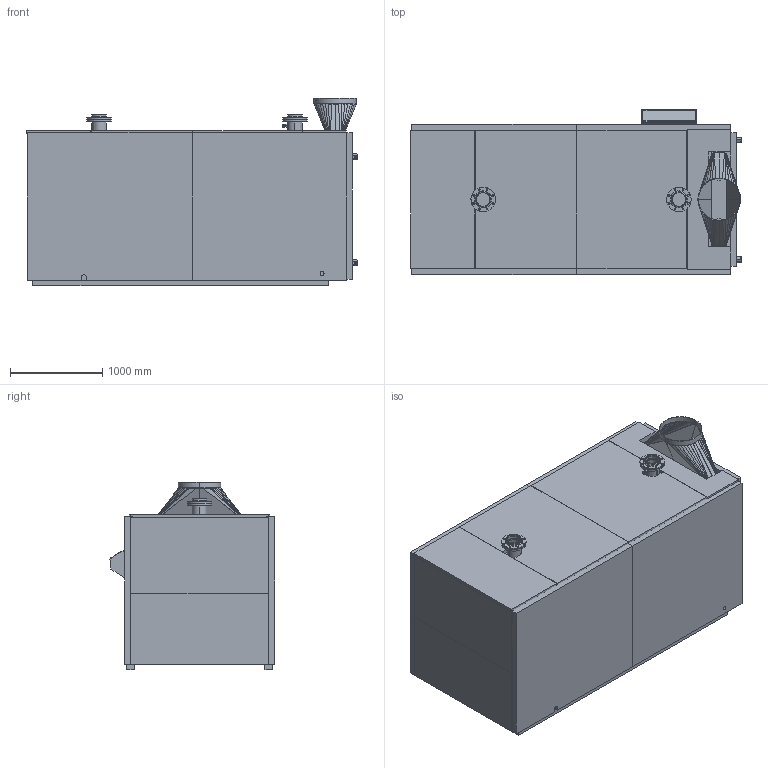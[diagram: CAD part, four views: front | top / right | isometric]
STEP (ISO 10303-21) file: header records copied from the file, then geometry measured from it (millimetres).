
FILE_DESCRIPTION(('CATIA V5 STEP Exchange'),'2;1');
FILE_NAME('4213277_00_CompactGas_(2200).stp','2014-06-25T13:31:53+00:00',('N.N.'),('Hovalwerke AG FL-9490 Vaduz'),'CATIA Version 5 Release 20 SP 7 (IN-10)','CATIA V5 STEP AP203','none');
FILE_SCHEMA(('CONFIG_CONTROL_DESIGN'));
Length unit declared in the file: millimetre
Products named in the file (4): _Product5_10509749_C83_000_00; 6019000; _6002042_V_10508016_C83_000_00; _6017187_10508013_C83_000_00
Assembly tree (29 placements, depth 3):
  _Product5_10509749_C83_000_00
    #58
    6019000
      #4007
      #4852  x2
      #9682  x2
      #14736
      #15848  x2
    #16051
    #18787  x4
    _6002042_V_10508016_C83_000_00
      #19810
      #20092
      #20428
    _6017187_10508013_C83_000_00
      #21138
      #20428
    #21335  x2
    #22272
    #23323
    #23625
    #24165
    #24686
Bounding box: 3584 x 1794.36 x 2038 mm (x, y, z)
Volume: 7620704778.8 mm3; surface area: 53831949.7 mm2
Topology: 39 solids, 39 shells, 1003 faces, 2488 edges, 1591 vertices
Faces by surface type: plane 350, bspline 341, cylinder 236, cone 64, torus 10, revolution 2
Entity records: 25074 total; most frequent: CARTESIAN_POINT 10830, ORIENTED_EDGE 3320, DIRECTION 1856, EDGE_CURVE 1660, VERTEX_POINT 1071, EDGE_LOOP 779, VECTOR 738, LINE 738
